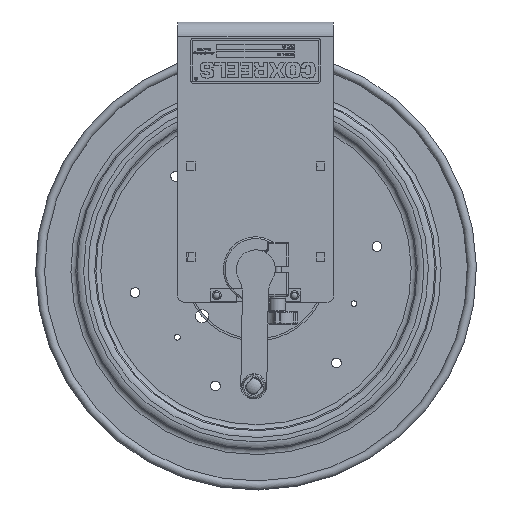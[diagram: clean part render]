
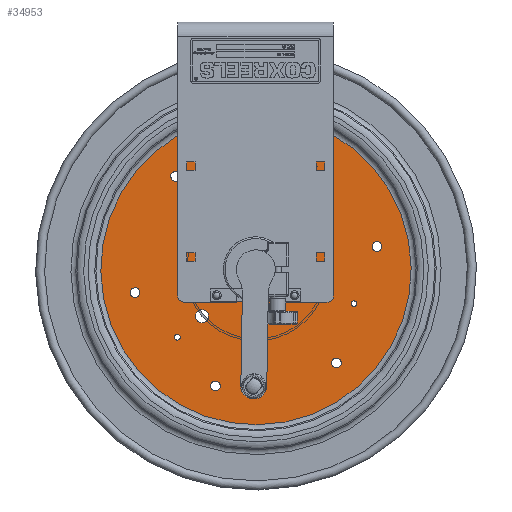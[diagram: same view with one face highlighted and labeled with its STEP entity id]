
A CAD part, left-side view. The second image highlights one B-rep face of the part: STEP entity #34953.
In plain terms, the highlighted planar face has unit normal (-1, 0, 0).
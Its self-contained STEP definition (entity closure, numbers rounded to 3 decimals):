
#740=FACE_BOUND('',#5787,.T.);
#741=FACE_BOUND('',#5788,.T.);
#742=FACE_BOUND('',#5789,.T.);
#743=FACE_BOUND('',#5790,.T.);
#744=FACE_BOUND('',#5791,.T.);
#745=FACE_BOUND('',#5792,.T.);
#746=FACE_BOUND('',#5793,.T.);
#747=FACE_BOUND('',#5794,.T.);
#748=FACE_BOUND('',#5795,.T.);
#749=FACE_BOUND('',#5796,.T.);
#750=FACE_BOUND('',#5797,.T.);
#751=FACE_BOUND('',#5798,.T.);
#752=FACE_BOUND('',#5799,.T.);
#3003=PLANE('',#36609);
#4239=FACE_OUTER_BOUND('',#5786,.T.);
#5786=EDGE_LOOP('',(#31927,#31928));
#5787=EDGE_LOOP('',(#31929));
#5788=EDGE_LOOP('',(#31930));
#5789=EDGE_LOOP('',(#31931));
#5790=EDGE_LOOP('',(#31932));
#5791=EDGE_LOOP('',(#31933));
#5792=EDGE_LOOP('',(#31934));
#5793=EDGE_LOOP('',(#31935));
#5794=EDGE_LOOP('',(#31936));
#5795=EDGE_LOOP('',(#31937));
#5796=EDGE_LOOP('',(#31938));
#5797=EDGE_LOOP('',(#31939));
#5798=EDGE_LOOP('',(#31940));
#5799=EDGE_LOOP('',(#31941));
#6435=CIRCLE('',#36562,0.43);
#6436=CIRCLE('',#36564,0.25);
#6437=CIRCLE('',#36566,0.25);
#6438=CIRCLE('',#36568,0.25);
#6439=CIRCLE('',#36570,0.11);
#6440=CIRCLE('',#36572,0.188);
#6441=CIRCLE('',#36574,0.188);
#6442=CIRCLE('',#36576,0.188);
#6443=CIRCLE('',#36578,0.188);
#6444=CIRCLE('',#36580,0.188);
#6445=CIRCLE('',#36582,0.188);
#6446=CIRCLE('',#36584,0.11);
#6447=CIRCLE('',#36586,0.11);
#6464=CIRCLE('',#36610,5.983);
#6465=CIRCLE('',#36611,5.983);
#17899=VERTEX_POINT('',#65459);
#17900=VERTEX_POINT('',#65463);
#17901=VERTEX_POINT('',#65467);
#17902=VERTEX_POINT('',#65471);
#17903=VERTEX_POINT('',#65475);
#17904=VERTEX_POINT('',#65479);
#17905=VERTEX_POINT('',#65483);
#17906=VERTEX_POINT('',#65487);
#17907=VERTEX_POINT('',#65491);
#17908=VERTEX_POINT('',#65495);
#17909=VERTEX_POINT('',#65499);
#17910=VERTEX_POINT('',#65503);
#17911=VERTEX_POINT('',#65507);
#17924=VERTEX_POINT('',#65545);
#17925=VERTEX_POINT('',#65546);
#23662=EDGE_CURVE('',#17899,#17899,#6435,.T.);
#23664=EDGE_CURVE('',#17900,#17900,#6436,.T.);
#23666=EDGE_CURVE('',#17901,#17901,#6437,.T.);
#23668=EDGE_CURVE('',#17902,#17902,#6438,.T.);
#23670=EDGE_CURVE('',#17903,#17903,#6439,.T.);
#23671=EDGE_CURVE('',#17904,#17904,#6440,.T.);
#23673=EDGE_CURVE('',#17905,#17905,#6441,.T.);
#23675=EDGE_CURVE('',#17906,#17906,#6442,.T.);
#23677=EDGE_CURVE('',#17907,#17907,#6443,.T.);
#23679=EDGE_CURVE('',#17908,#17908,#6444,.T.);
#23681=EDGE_CURVE('',#17909,#17909,#6445,.T.);
#23684=EDGE_CURVE('',#17910,#17910,#6446,.T.);
#23686=EDGE_CURVE('',#17911,#17911,#6447,.T.);
#23703=EDGE_CURVE('',#17924,#17925,#6464,.T.);
#23704=EDGE_CURVE('',#17925,#17924,#6465,.T.);
#31927=ORIENTED_EDGE('',*,*,#23703,.F.);
#31928=ORIENTED_EDGE('',*,*,#23704,.F.);
#31929=ORIENTED_EDGE('',*,*,#23662,.T.);
#31930=ORIENTED_EDGE('',*,*,#23664,.T.);
#31931=ORIENTED_EDGE('',*,*,#23666,.T.);
#31932=ORIENTED_EDGE('',*,*,#23668,.T.);
#31933=ORIENTED_EDGE('',*,*,#23670,.T.);
#31934=ORIENTED_EDGE('',*,*,#23671,.T.);
#31935=ORIENTED_EDGE('',*,*,#23673,.T.);
#31936=ORIENTED_EDGE('',*,*,#23675,.T.);
#31937=ORIENTED_EDGE('',*,*,#23677,.T.);
#31938=ORIENTED_EDGE('',*,*,#23679,.T.);
#31939=ORIENTED_EDGE('',*,*,#23681,.T.);
#31940=ORIENTED_EDGE('',*,*,#23684,.T.);
#31941=ORIENTED_EDGE('',*,*,#23686,.T.);
#34953=ADVANCED_FACE('',(#4239,#740,#741,#742,#743,#744,#745,#746,#747,
#748,#749,#750,#751,#752),#3003,.T.);
#36562=AXIS2_PLACEMENT_3D('',#65461,#42951,#42952);
#36564=AXIS2_PLACEMENT_3D('',#65465,#42956,#42957);
#36566=AXIS2_PLACEMENT_3D('',#65469,#42961,#42962);
#36568=AXIS2_PLACEMENT_3D('',#65473,#42966,#42967);
#36570=AXIS2_PLACEMENT_3D('',#65477,#42971,#42972);
#36572=AXIS2_PLACEMENT_3D('',#65480,#42975,#42976);
#36574=AXIS2_PLACEMENT_3D('',#65484,#42980,#42981);
#36576=AXIS2_PLACEMENT_3D('',#65488,#42985,#42986);
#36578=AXIS2_PLACEMENT_3D('',#65492,#42990,#42991);
#36580=AXIS2_PLACEMENT_3D('',#65496,#42995,#42996);
#36582=AXIS2_PLACEMENT_3D('',#65500,#43000,#43001);
#36584=AXIS2_PLACEMENT_3D('',#65505,#43006,#43007);
#36586=AXIS2_PLACEMENT_3D('',#65509,#43011,#43012);
#36609=AXIS2_PLACEMENT_3D('',#65544,#43057,#43058);
#36610=AXIS2_PLACEMENT_3D('',#65547,#43059,#43060);
#36611=AXIS2_PLACEMENT_3D('',#65548,#43061,#43062);
#42951=DIRECTION('center_axis',(1.,0.,0.));
#42952=DIRECTION('ref_axis',(0.,0.982,-0.187));
#42956=DIRECTION('center_axis',(1.,0.,0.));
#42957=DIRECTION('ref_axis',(0.,0.982,-0.187));
#42961=DIRECTION('center_axis',(1.,0.,0.));
#42962=DIRECTION('ref_axis',(0.,0.982,-0.187));
#42966=DIRECTION('center_axis',(1.,0.,0.));
#42967=DIRECTION('ref_axis',(0.,0.982,-0.187));
#42971=DIRECTION('center_axis',(1.,0.,0.));
#42972=DIRECTION('ref_axis',(0.,0.982,-0.187));
#42975=DIRECTION('center_axis',(1.,0.,0.));
#42976=DIRECTION('ref_axis',(0.,-0.982,0.187));
#42980=DIRECTION('center_axis',(1.,0.,0.));
#42981=DIRECTION('ref_axis',(0.,-0.329,0.944));
#42985=DIRECTION('center_axis',(1.,0.,0.));
#42986=DIRECTION('ref_axis',(0.,0.653,0.757));
#42990=DIRECTION('center_axis',(1.,0.,0.));
#42991=DIRECTION('ref_axis',(0.,0.982,-0.187));
#42995=DIRECTION('center_axis',(1.,0.,0.));
#42996=DIRECTION('ref_axis',(0.,0.329,-0.944));
#43000=DIRECTION('center_axis',(1.,0.,0.));
#43001=DIRECTION('ref_axis',(0.,-0.653,-0.757));
#43006=DIRECTION('center_axis',(1.,0.,0.));
#43007=DIRECTION('ref_axis',(0.,-0.653,-0.757));
#43011=DIRECTION('center_axis',(1.,0.,0.));
#43012=DIRECTION('ref_axis',(0.,-0.329,0.944));
#43057=DIRECTION('center_axis',(-1.,0.,0.));
#43058=DIRECTION('ref_axis',(0.,0.187,0.982));
#43059=DIRECTION('center_axis',(1.,0.,0.));
#43060=DIRECTION('ref_axis',(0.,0.982,-0.187));
#43061=DIRECTION('center_axis',(1.,0.,0.));
#43062=DIRECTION('ref_axis',(0.,0.982,-0.187));
#65459=CARTESIAN_POINT('',(-9.166,-0.437,-9.277));
#65461=CARTESIAN_POINT('Origin',(-9.166,-0.015,
-9.357));
#65463=CARTESIAN_POINT('',(-9.166,1.822,-11.107));
#65465=CARTESIAN_POINT('Origin',(-9.166,2.068,-11.153));
#65467=CARTESIAN_POINT('',(-9.166,0.253,-6.609));
#65469=CARTESIAN_POINT('Origin',(-9.166,0.499,-6.656));
#65471=CARTESIAN_POINT('',(-9.166,-2.857,-10.217));
#65473=CARTESIAN_POINT('Origin',(-9.166,-2.612,-10.263));
#65475=CARTESIAN_POINT('',(-9.166,0.625,-5.407));
#65477=CARTESIAN_POINT('Origin',(-9.166,0.732,-5.428));
#65479=CARTESIAN_POINT('',(-9.166,3.271,-5.795));
#65480=CARTESIAN_POINT('Origin',(-9.166,3.087,-5.76));
#65483=CARTESIAN_POINT('',(-9.166,4.713,-10.422));
#65484=CARTESIAN_POINT('Origin',(-9.166,4.651,-10.245));
#65487=CARTESIAN_POINT('',(-9.166,1.427,-13.984));
#65488=CARTESIAN_POINT('Origin',(-9.166,1.549,-13.842));
#65491=CARTESIAN_POINT('',(-9.166,-3.301,-12.92));
#65492=CARTESIAN_POINT('Origin',(-9.166,-3.117,-12.955));
#65495=CARTESIAN_POINT('',(-9.166,-4.743,-8.293));
#65496=CARTESIAN_POINT('Origin',(-9.166,-4.681,-8.47));
#65499=CARTESIAN_POINT('',(-9.166,-1.457,-4.731));
#65500=CARTESIAN_POINT('Origin',(-9.166,-1.579,-4.873));
#65503=CARTESIAN_POINT('',(-9.166,3.086,-11.887));
#65505=CARTESIAN_POINT('Origin',(-9.166,3.014,-11.97));
#65507=CARTESIAN_POINT('',(-9.166,-3.756,-10.778));
#65509=CARTESIAN_POINT('Origin',(-9.166,-3.792,-10.675));
#65544=CARTESIAN_POINT('Origin',(-9.166,2.924,-9.917));
#65545=CARTESIAN_POINT('',(-9.166,5.863,-10.476));
#65546=CARTESIAN_POINT('',(-9.166,1.103,-3.48));
#65547=CARTESIAN_POINT('Origin',(-9.166,-0.015,
-9.357));
#65548=CARTESIAN_POINT('Origin',(-9.166,-0.015,
-9.357));
